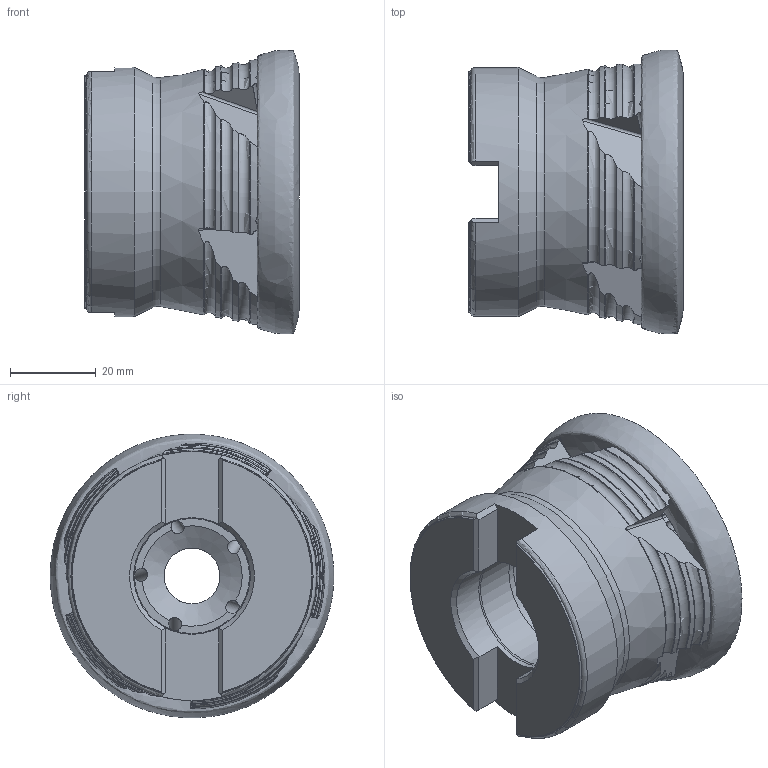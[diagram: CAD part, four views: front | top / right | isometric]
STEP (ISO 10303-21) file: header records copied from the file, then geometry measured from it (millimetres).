
FILE_DESCRIPTION (( 'STEP AP214' ), '1' );
FILE_NAME ('00PP-066-09-5.STEP', '2013-10-08T09:16:29', ( '' ), ( '' ), 'SwSTEP 2.0', 'SolidWorks 2013', '' );
FILE_SCHEMA (( 'AUTOMOTIVE_DESIGN' ));
Length unit declared in the file: millimetre
Products named in the file (1): 00PP-066-09-5
Bounding box: 49.91 x 66.02 x 66.02 mm (x, y, z)
Volume: 107980.7 mm3; surface area: 20805.3 mm2
Topology: 1 solids, 6 shells, 236 faces, 666 edges, 428 vertices
Faces by surface type: plane 74, torus 60, cylinder 51, cone 45, bspline 6
Full cylindrical faces by diameter (mm): 3 x5, 13 x1, 18.5 x1, 26.8 x1, 27.15 x1, 27.3 x1, 58 x1
Entity records: 11075 total; most frequent: CARTESIAN_POINT 5542, ORIENTED_EDGE 1272, DIRECTION 972, EDGE_CURVE 636, AXIS2_PLACEMENT_3D 420, VERTEX_POINT 417, EDGE_LOOP 261, B_SPLINE_CURVE_WITH_KNOTS 261
